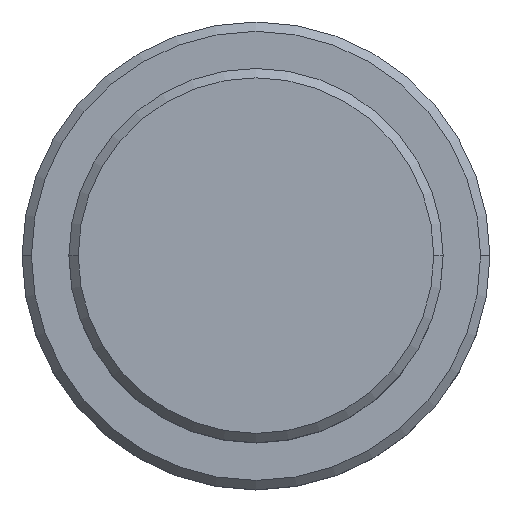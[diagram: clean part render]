
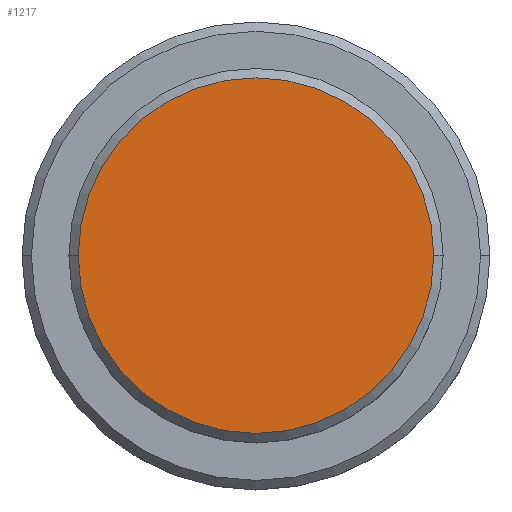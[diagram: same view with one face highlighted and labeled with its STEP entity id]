
A CAD part, top view. The second image highlights one B-rep face of the part: STEP entity #1217.
In plain terms, the highlighted planar face has unit normal (0, 0, 1).
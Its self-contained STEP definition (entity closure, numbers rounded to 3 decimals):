
#35 = CIRCLE ( 'NONE', #1284, 9.5 ) ;
#47 = VERTEX_POINT ( 'NONE', #1208 ) ;
#64 = DIRECTION ( 'NONE',  ( 1., 0., 0. ) ) ;
#112 = PLANE ( 'NONE',  #908 ) ;
#118 = FACE_OUTER_BOUND ( 'NONE', #615, .T. ) ;
#134 = DIRECTION ( 'NONE',  ( 1., 0., 0. ) ) ;
#368 = ORIENTED_EDGE ( 'NONE', *, *, #401, .T. ) ;
#401 = EDGE_CURVE ( 'NONE', #47, #1298, #910, .T. ) ;
#451 = DIRECTION ( 'NONE',  ( 0., 0., 1. ) ) ;
#496 = DIRECTION ( 'NONE',  ( 0., 0., 1. ) ) ;
#521 = CARTESIAN_POINT ( 'NONE',  ( 0., 0., 0. ) ) ;
#538 = EDGE_CURVE ( 'NONE', #1298, #47, #35, .T. ) ;
#549 = CARTESIAN_POINT ( 'NONE',  ( 0., 0., 0. ) ) ;
#564 = ORIENTED_EDGE ( 'NONE', *, *, #538, .T. ) ;
#615 = EDGE_LOOP ( 'NONE', ( #368, #564 ) ) ;
#684 = CARTESIAN_POINT ( 'NONE',  ( 9.5, 0., 0. ) ) ;
#730 = DIRECTION ( 'NONE',  ( 1., 0., 0. ) ) ;
#804 = CARTESIAN_POINT ( 'NONE',  ( 0., 0., 0. ) ) ;
#867 = DIRECTION ( 'NONE',  ( 0., 0., 1. ) ) ;
#908 = AXIS2_PLACEMENT_3D ( 'NONE', #549, #451, #134 ) ;
#910 = CIRCLE ( 'NONE', #1133, 9.5 ) ;
#1133 = AXIS2_PLACEMENT_3D ( 'NONE', #804, #496, #64 ) ;
#1208 = CARTESIAN_POINT ( 'NONE',  ( -9.5, 0., 0. ) ) ;
#1217 = ADVANCED_FACE ( 'NONE', ( #118 ), #112, .T. ) ;
#1284 = AXIS2_PLACEMENT_3D ( 'NONE', #521, #867, #730 ) ;
#1298 = VERTEX_POINT ( 'NONE', #684 ) ;
